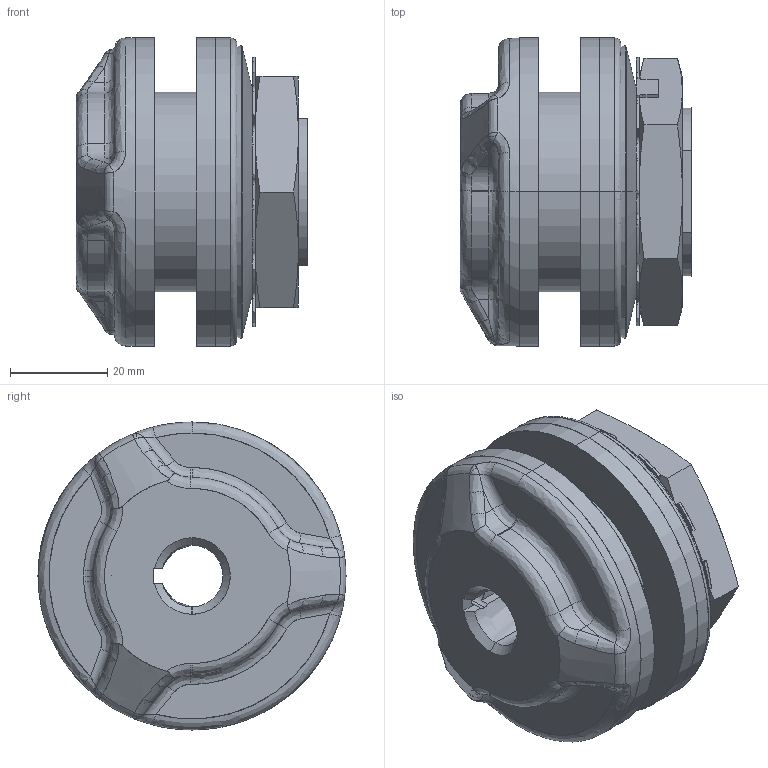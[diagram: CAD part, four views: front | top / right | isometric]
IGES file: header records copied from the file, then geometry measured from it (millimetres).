
Start section: SolidWorks IGES file using analytic representation for surfaces
Global section: file name: 25DEFAU0921739177055.igs; native system: SolidWorks 2009; preprocessor: SolidWorks 2009; author: partstream; date: 090921.073916; units: inch
Bounding box: 47.75 x 63.5 x 63.5 mm (x, y, z)
Surface area: 42423 mm2 (no closed solid volume)
Topology: 0 solids, 0 shells, 378 faces, 4521 edges, 4521 vertices
Faces by surface type: bspline 209, revolution 169
